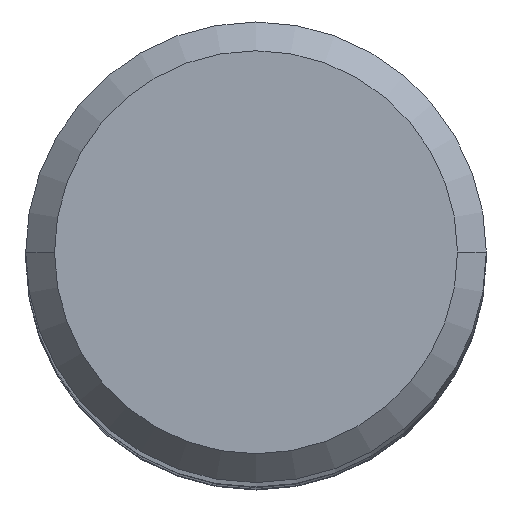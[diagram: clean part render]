
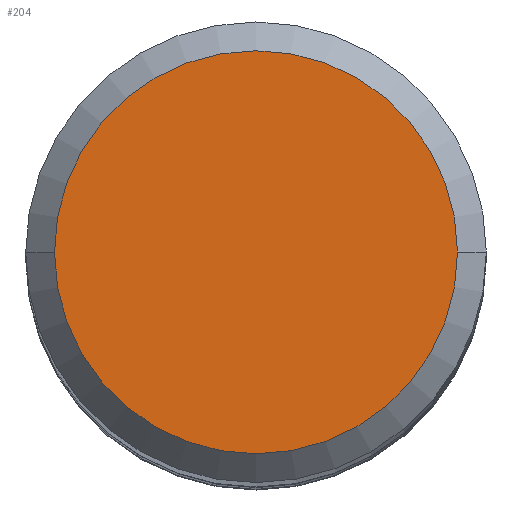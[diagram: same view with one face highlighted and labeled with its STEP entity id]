
A CAD part, top view. The second image highlights one B-rep face of the part: STEP entity #204.
In plain terms, the highlighted planar face has unit normal (0, 0, 1).
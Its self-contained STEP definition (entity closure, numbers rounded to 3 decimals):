
#52=PLANE('',#1886);
#204=ADVANCED_FACE('',(#338),#52,.F.);
#338=FACE_OUTER_BOUND('',#436,.T.);
#436=EDGE_LOOP('',(#811,#812));
#811=ORIENTED_EDGE('',*,*,#1170,.F.);
#812=ORIENTED_EDGE('',*,*,#1172,.F.);
#975=VERTEX_POINT('',#3543);
#976=VERTEX_POINT('',#3545);
#1170=EDGE_CURVE('',#975,#976,#1385,.T.);
#1172=EDGE_CURVE('',#976,#975,#1386,.T.);
#1385=CIRCLE('',#1882,7.);
#1386=CIRCLE('',#1884,7.);
#1882=AXIS2_PLACEMENT_3D('',#3544,#2370,#2371);
#1884=AXIS2_PLACEMENT_3D('',#3548,#2375,#2376);
#1886=AXIS2_PLACEMENT_3D('',#3550,#2379,#2380);
#2370=DIRECTION('',(0.,0.,-1.));
#2371=DIRECTION('',(-1.,-0.001,0.));
#2375=DIRECTION('',(0.,0.,-1.));
#2376=DIRECTION('',(1.,0.001,0.));
#2379=DIRECTION('',(0.,0.,-1.));
#2380=DIRECTION('',(1.,0.001,0.));
#3543=CARTESIAN_POINT('',(-7.,-0.009,0.));
#3544=CARTESIAN_POINT('',(0.,0.,0.));
#3545=CARTESIAN_POINT('',(7.,0.009,0.));
#3548=CARTESIAN_POINT('',(0.,0.,0.));
#3550=CARTESIAN_POINT('',(0.,0.,0.));
